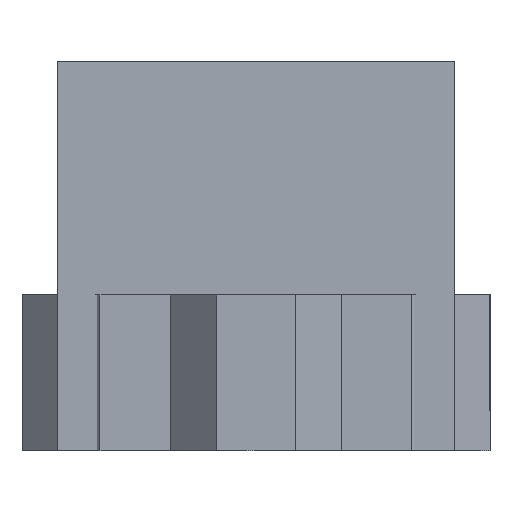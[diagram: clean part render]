
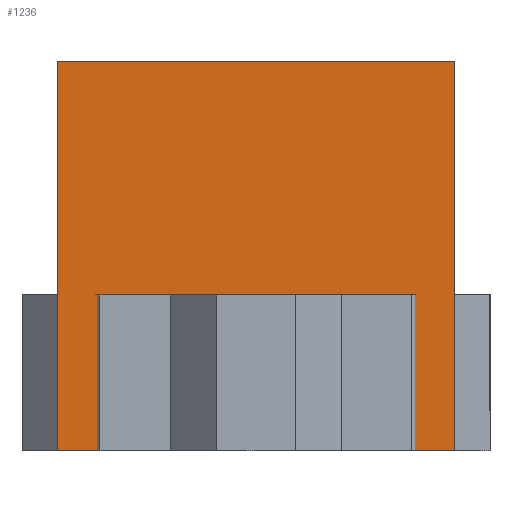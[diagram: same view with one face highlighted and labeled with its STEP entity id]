
A CAD part, front view. The second image highlights one B-rep face of the part: STEP entity #1236.
In plain terms, the highlighted planar face has unit normal (0, -1, 0).
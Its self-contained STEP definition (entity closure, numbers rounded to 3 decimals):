
#44 = VERTEX_POINT ( 'NONE', #1324 ) ;
#46 = DIRECTION ( 'NONE',  ( -1., 0., 0. ) ) ;
#53 = CARTESIAN_POINT ( 'NONE',  ( 16.5, 8.1, 0. ) ) ;
#85 = EDGE_CURVE ( 'NONE', #539, #941, #1208, .T. ) ;
#103 = FACE_OUTER_BOUND ( 'NONE', #292, .T. ) ;
#126 = CARTESIAN_POINT ( 'NONE',  ( 7.35, 8.1, 10. ) ) ;
#140 = VECTOR ( 'NONE', #46, 1000. ) ;
#187 = CARTESIAN_POINT ( 'NONE',  ( 7.35, 8.1, 0. ) ) ;
#192 = VERTEX_POINT ( 'NONE', #1116 ) ;
#209 = VECTOR ( 'NONE', #273, 1000. ) ;
#210 = PLANE ( 'NONE',  #587 ) ;
#240 = CARTESIAN_POINT ( 'NONE',  ( 0., 8.1, 0. ) ) ;
#253 = LINE ( 'NONE', #817, #140 ) ;
#263 = ORIENTED_EDGE ( 'NONE', *, *, #821, .F. ) ;
#270 = CARTESIAN_POINT ( 'NONE',  ( 16.5, 8.1, 0. ) ) ;
#273 = DIRECTION ( 'NONE',  ( 1., 0., 0. ) ) ;
#285 = DIRECTION ( 'NONE',  ( 0., 0., -1. ) ) ;
#290 = ORIENTED_EDGE ( 'NONE', *, *, #1430, .F. ) ;
#292 = EDGE_LOOP ( 'NONE', ( #391, #290, #886, #1446, #430, #859, #263, #677 ) ) ;
#351 = EDGE_CURVE ( 'NONE', #44, #1169, #601, .T. ) ;
#357 = LINE ( 'NONE', #829, #209 ) ;
#391 = ORIENTED_EDGE ( 'NONE', *, *, #710, .F. ) ;
#408 = VERTEX_POINT ( 'NONE', #833 ) ;
#416 = CARTESIAN_POINT ( 'NONE',  ( 7.35, 8.1, 0. ) ) ;
#430 = ORIENTED_EDGE ( 'NONE', *, *, #351, .F. ) ;
#434 = CARTESIAN_POINT ( 'NONE',  ( -9., 8.1, 0. ) ) ;
#438 = CARTESIAN_POINT ( 'NONE',  ( -11.401, 8.1, 39.84 ) ) ;
#448 = DIRECTION ( 'NONE',  ( -1., 0., 0. ) ) ;
#539 = VERTEX_POINT ( 'NONE', #416 ) ;
#579 = DIRECTION ( 'NONE',  ( 0., 0., -1. ) ) ;
#587 = AXIS2_PLACEMENT_3D ( 'NONE', #438, #885, #448 ) ;
#601 = LINE ( 'NONE', #270, #1433 ) ;
#651 = VERTEX_POINT ( 'NONE', #1374 ) ;
#677 = ORIENTED_EDGE ( 'NONE', *, *, #808, .F. ) ;
#701 = VECTOR ( 'NONE', #1028, 1000. ) ;
#710 = EDGE_CURVE ( 'NONE', #1217, #408, #1329, .T. ) ;
#775 = VECTOR ( 'NONE', #879, 1000. ) ;
#789 = LINE ( 'NONE', #434, #1455 ) ;
#808 = EDGE_CURVE ( 'NONE', #408, #192, #1442, .T. ) ;
#817 = CARTESIAN_POINT ( 'NONE',  ( 0., 8.1, 0. ) ) ;
#821 = EDGE_CURVE ( 'NONE', #192, #651, #789, .T. ) ;
#829 = CARTESIAN_POINT ( 'NONE',  ( -9., 8.1, 25. ) ) ;
#833 = CARTESIAN_POINT ( 'NONE',  ( 0.15, 8.1, 0. ) ) ;
#859 = ORIENTED_EDGE ( 'NONE', *, *, #974, .F. ) ;
#864 = DIRECTION ( 'NONE',  ( 0., 0., 1. ) ) ;
#879 = DIRECTION ( 'NONE',  ( -1., 0., 0. ) ) ;
#885 = DIRECTION ( 'NONE',  ( 0., 1., 0. ) ) ;
#886 = ORIENTED_EDGE ( 'NONE', *, *, #85, .F. ) ;
#938 = VECTOR ( 'NONE', #285, 1000. ) ;
#941 = VERTEX_POINT ( 'NONE', #126 ) ;
#974 = EDGE_CURVE ( 'NONE', #651, #44, #357, .T. ) ;
#1028 = DIRECTION ( 'NONE',  ( -1., 0., 0. ) ) ;
#1043 = LINE ( 'NONE', #1058, #701 ) ;
#1058 = CARTESIAN_POINT ( 'NONE',  ( 0.15, 8.1, 10. ) ) ;
#1116 = CARTESIAN_POINT ( 'NONE',  ( -9., 8.1, 0. ) ) ;
#1132 = DIRECTION ( 'NONE',  ( 0., 0., 1. ) ) ;
#1169 = VERTEX_POINT ( 'NONE', #53 ) ;
#1189 = CARTESIAN_POINT ( 'NONE',  ( 0.15, 8.1, 10. ) ) ;
#1198 = CARTESIAN_POINT ( 'NONE',  ( 0.15, 8.1, 0. ) ) ;
#1208 = LINE ( 'NONE', #187, #1429 ) ;
#1217 = VERTEX_POINT ( 'NONE', #1189 ) ;
#1236 = ADVANCED_FACE ( 'NONE', ( #103 ), #210, .F. ) ;
#1324 = CARTESIAN_POINT ( 'NONE',  ( 16.5, 8.1, 25. ) ) ;
#1329 = LINE ( 'NONE', #1198, #938 ) ;
#1374 = CARTESIAN_POINT ( 'NONE',  ( -9., 8.1, 25. ) ) ;
#1400 = EDGE_CURVE ( 'NONE', #1169, #539, #253, .T. ) ;
#1429 = VECTOR ( 'NONE', #864, 1000. ) ;
#1430 = EDGE_CURVE ( 'NONE', #941, #1217, #1043, .T. ) ;
#1433 = VECTOR ( 'NONE', #579, 1000. ) ;
#1442 = LINE ( 'NONE', #240, #775 ) ;
#1446 = ORIENTED_EDGE ( 'NONE', *, *, #1400, .F. ) ;
#1455 = VECTOR ( 'NONE', #1132, 1000. ) ;
